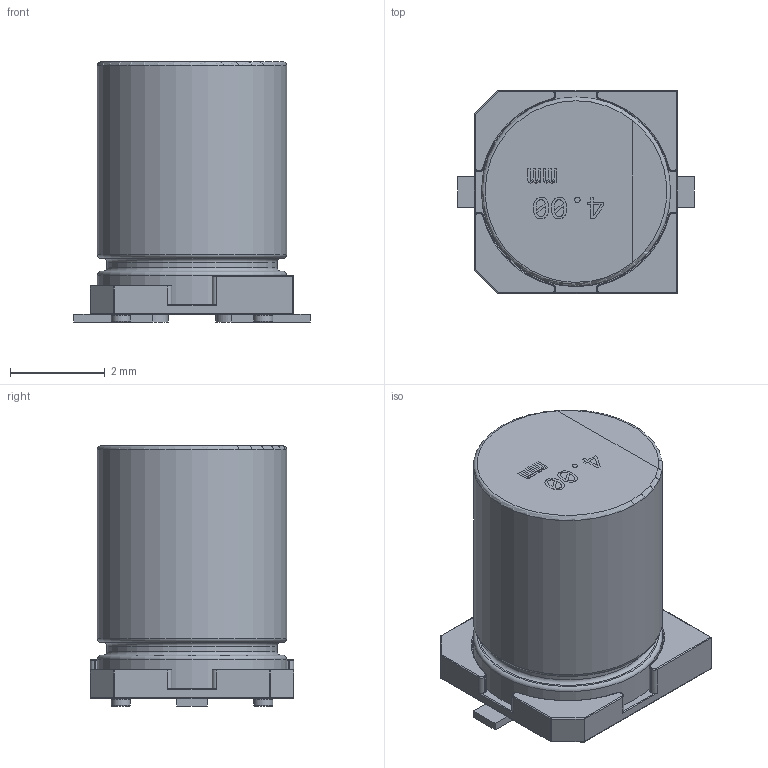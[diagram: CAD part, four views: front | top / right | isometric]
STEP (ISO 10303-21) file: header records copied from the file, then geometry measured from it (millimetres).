
FILE_DESCRIPTION(/* description */ (''),/* implementation_level */ '2;1');
FILE_NAME(/* name */ 'CAP SMT ALPOLY D4.00 H5.50 S4.30.step',/* time_stamp */ '2020-11-17T22:36:19+02:00',/* author */ (''),/* organization */ (''),/* preprocessor_version */ 'ST-DEVELOPER v18.1',/* originating_system */ 'Autodesk Translation Framework v9.3.0.1241',/* authorisation */ '');
FILE_SCHEMA (('AUTOMOTIVE_DESIGN { 1 0 10303 214 3 1 1 }'));
Length unit declared in the file: millimetre
Products named in the file (1): Model - SMT CAP POLY
Bounding box: 5 x 4.3 x 5.5 mm (x, y, z)
Volume: 70.6 mm3; surface area: 121.8 mm2
Topology: 1 solids, 1 shells, 157 faces, 514 edges, 377 vertices
Faces by surface type: cylinder 63, plane 49, torus 33, sphere 12
Full cylindrical faces by diameter (mm): 0.4 x4, 3.6 x1, 4 x2
Entity records: 6236 total; most frequent: CARTESIAN_POINT 1657, ORIENTED_EDGE 1028, DIRECTION 860, EDGE_CURVE 514, VERTEX_POINT 377, AXIS2_PLACEMENT_3D 338, LINE 184, VECTOR 184
